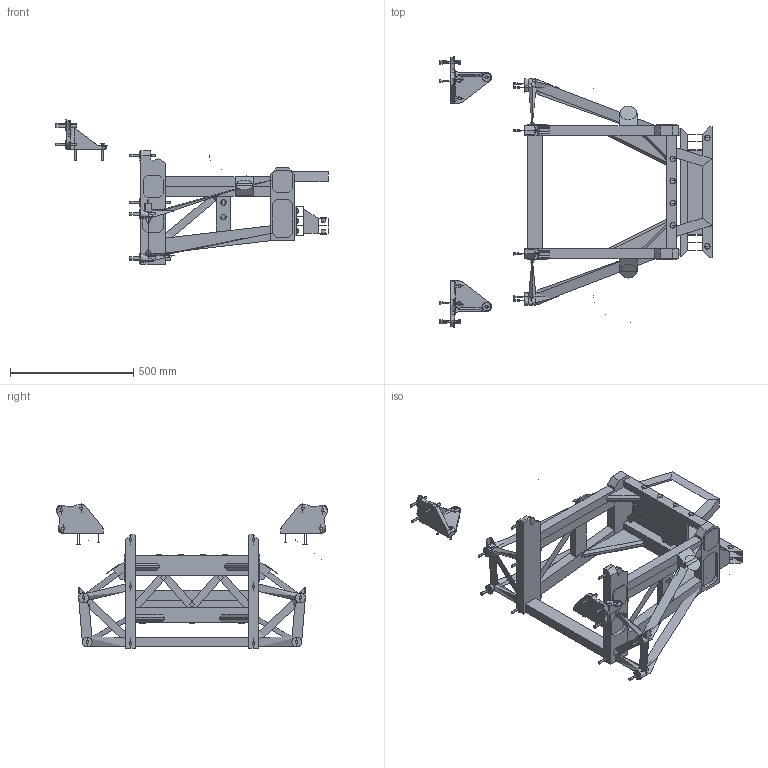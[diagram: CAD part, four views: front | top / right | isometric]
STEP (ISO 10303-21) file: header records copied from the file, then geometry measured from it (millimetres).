
FILE_DESCRIPTION(/* description */ (''),/* implementation_level */ '2;1');
FILE_NAME(/* name */ 'fp_rr_frame_sys',/* time_stamp */ '2017-12-12T21:50:55+09:00',/* author */ (''),/* organization */ (''),/* preprocessor_version */ 'ST-DEVELOPER v15',/* originating_system */ '',/* authorisation */ '');
FILE_SCHEMA (('AUTOMOTIVE_DESIGN'));
Length unit declared in the file: millimetre
Products named in the file (1): Document
Bounding box: 1105 x 1099.92 x 585 mm (x, y, z)
Volume: 7145980.8 mm3; surface area: 2818111 mm2
Topology: 77 solids, 263 shells, 1187 faces, 3057 edges, 2181 vertices
Faces by surface type: bspline 698, plane 489
Entity records: 45210 total; most frequent: CARTESIAN_POINT 24734, ORIENTED_EDGE 4931, EDGE_CURVE 2914, VERTEX_POINT 2091, B_SPLINE_CURVE_WITH_KNOTS 1331, EDGE_LOOP 1330, ADVANCED_FACE 1187, FACE_OUTER_BOUND 1187
